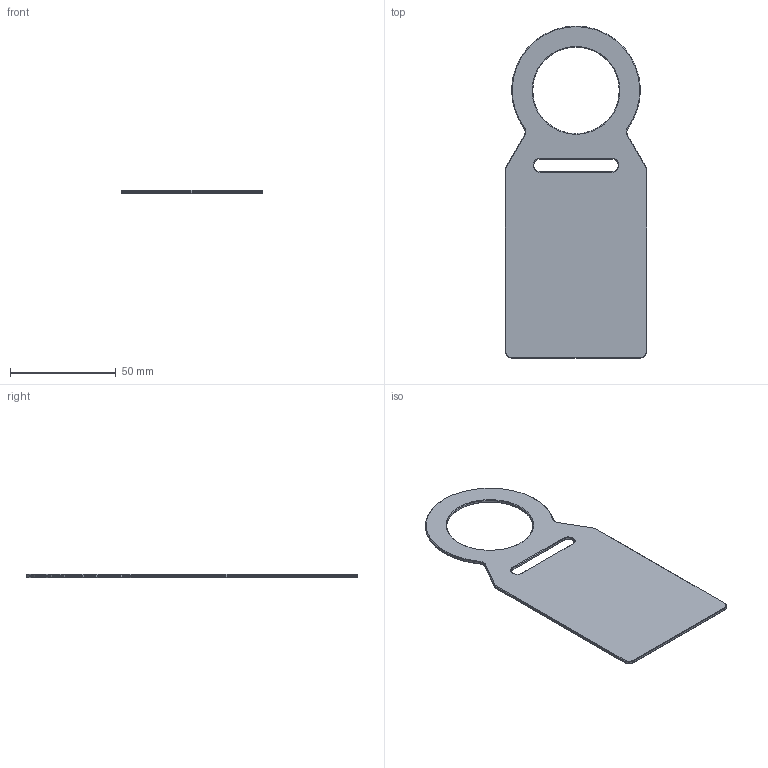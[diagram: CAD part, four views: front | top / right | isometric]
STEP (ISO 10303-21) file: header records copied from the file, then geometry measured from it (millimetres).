
FILE_DESCRIPTION(('FreeCAD Model'),'2;1');
FILE_NAME('Open CASCADE Shape Model','2023-06-25T11:52:20',(''),(''), 'Open CASCADE STEP processor 7.6','FreeCAD','Unknown');
FILE_SCHEMA(('AUTOMOTIVE_DESIGN { 1 0 10303 214 1 1 1 1 }'));
Length unit declared in the file: millimetre
Products named in the file (1): Slotted
Bounding box: 67 x 157.26 x 1.5 mm (x, y, z)
Volume: 11977.5 mm3; surface area: 16778.4 mm2
Topology: 1 solids, 1 shells, 53 faces, 119 edges, 68 vertices
Faces by surface type: plane 23, cone 20, cylinder 10
Full cylindrical faces by diameter (mm): 41 x1
Entity records: 3030 total; most frequent: CARTESIAN_POINT 503, DIRECTION 501, LINE 297, VECTOR 297, ORIENTED_EDGE 238, PCURVE 238, DEFINITIONAL_REPRESENTATION 238, EDGE_CURVE 119
